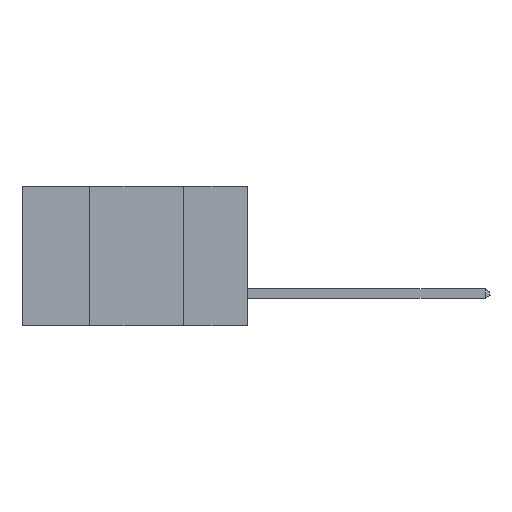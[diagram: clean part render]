
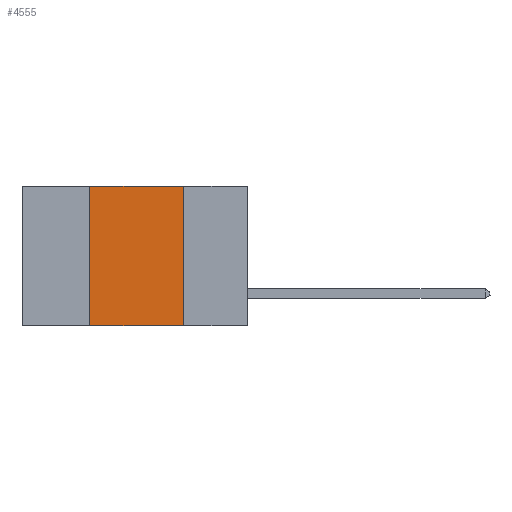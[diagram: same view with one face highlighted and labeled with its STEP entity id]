
A CAD part, left-side view. The second image highlights one B-rep face of the part: STEP entity #4555.
In plain terms, the highlighted planar face has unit normal (-1, 0, 0).
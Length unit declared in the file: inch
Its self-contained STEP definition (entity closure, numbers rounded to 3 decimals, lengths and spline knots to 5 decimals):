
#1405 = DIRECTION ( 'NONE',  ( 0., -1., 0. ) ) ;
#1600 = CARTESIAN_POINT ( 'NONE',  ( 0., 0.42, 0. ) ) ;
#2576 = DIRECTION ( 'NONE',  ( 0., 0., -1. ) ) ;
#3156 = CARTESIAN_POINT ( 'NONE',  ( 0., 0.6, 0. ) ) ;
#3585 = EDGE_CURVE ( 'NONE', #19296, #11619, #11618, .T. ) ;
#4540 = EDGE_CURVE ( 'NONE', #11619, #4683, #7664, .T. ) ;
#4555 = ADVANCED_FACE ( 'NONE', ( #24757 ), #6877, .F. ) ;
#4683 = VERTEX_POINT ( 'NONE', #9641 ) ;
#4694 = DIRECTION ( 'NONE',  ( 0., 0., -1. ) ) ;
#6877 = PLANE ( 'NONE',  #20065 ) ;
#7072 = CARTESIAN_POINT ( 'NONE',  ( 0., 0.17, 0. ) ) ;
#7135 = CARTESIAN_POINT ( 'NONE',  ( 0., 0.6, 0. ) ) ;
#7664 = LINE ( 'NONE', #7072, #21565 ) ;
#8632 = LINE ( 'NONE', #1600, #28210 ) ;
#9641 = CARTESIAN_POINT ( 'NONE',  ( 0., 0.17, -0.37 ) ) ;
#10102 = CARTESIAN_POINT ( 'NONE',  ( 0., 0.17, 0. ) ) ;
#10291 = VERTEX_POINT ( 'NONE', #23222 ) ;
#11088 = VECTOR ( 'NONE', #1405, 39.37008 ) ;
#11618 = LINE ( 'NONE', #7135, #22318 ) ;
#11619 = VERTEX_POINT ( 'NONE', #10102 ) ;
#13724 = EDGE_LOOP ( 'NONE', ( #28819, #23566, #28002, #27407 ) ) ;
#14617 = EDGE_CURVE ( 'NONE', #10291, #19296, #8632, .T. ) ;
#16465 = DIRECTION ( 'NONE',  ( 0., -1., 0. ) ) ;
#19296 = VERTEX_POINT ( 'NONE', #19617 ) ;
#19617 = CARTESIAN_POINT ( 'NONE',  ( 0., 0.42, 0. ) ) ;
#19633 = CARTESIAN_POINT ( 'NONE',  ( 0., 0.6, -0.37 ) ) ;
#20065 = AXIS2_PLACEMENT_3D ( 'NONE', #3156, #27353, #2576 ) ;
#20370 = LINE ( 'NONE', #19633, #11088 ) ;
#21565 = VECTOR ( 'NONE', #4694, 39.37008 ) ;
#22318 = VECTOR ( 'NONE', #16465, 39.37008 ) ;
#23222 = CARTESIAN_POINT ( 'NONE',  ( 0., 0.42, -0.37 ) ) ;
#23566 = ORIENTED_EDGE ( 'NONE', *, *, #3585, .F. ) ;
#24757 = FACE_OUTER_BOUND ( 'NONE', #13724, .T. ) ;
#25376 = EDGE_CURVE ( 'NONE', #10291, #4683, #20370, .T. ) ;
#26273 = DIRECTION ( 'NONE',  ( 0., 0., 1. ) ) ;
#27353 = DIRECTION ( 'NONE',  ( 1., 0., 0. ) ) ;
#27407 = ORIENTED_EDGE ( 'NONE', *, *, #25376, .T. ) ;
#28002 = ORIENTED_EDGE ( 'NONE', *, *, #14617, .F. ) ;
#28210 = VECTOR ( 'NONE', #26273, 39.37008 ) ;
#28819 = ORIENTED_EDGE ( 'NONE', *, *, #4540, .F. ) ;
